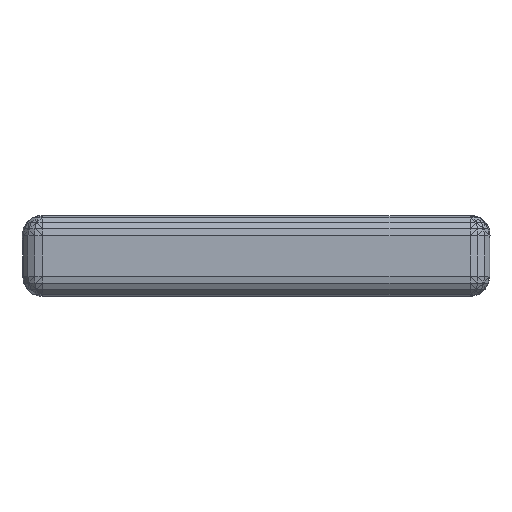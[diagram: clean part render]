
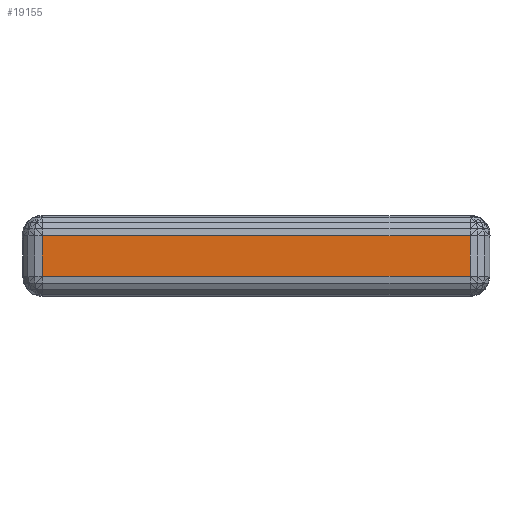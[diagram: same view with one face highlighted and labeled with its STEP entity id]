
A CAD part, front view. The second image highlights one B-rep face of the part: STEP entity #19155.
In plain terms, the highlighted planar face has unit normal (0, -1, 0).
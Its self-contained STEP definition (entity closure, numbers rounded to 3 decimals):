
#7918 = VERTEX_POINT('',#7919);
#7919 = CARTESIAN_POINT('',(-43.005,-14.115,
    1.005));
#7966 = PLANE('',#7967);
#7967 = AXIS2_PLACEMENT_3D('',#7968,#7969,#7970);
#7968 = CARTESIAN_POINT('',(-43.771,-13.963,5.));
#7969 = DIRECTION('',(-0.195,-0.981,0.)
  );
#7970 = DIRECTION('',(-0.981,0.195,0.));
#8777 = PLANE('',#8778);
#8778 = AXIS2_PLACEMENT_3D('',#8779,#8780,#8781);
#8779 = CARTESIAN_POINT('',(-1.,-13.994,0.32));
#8780 = DIRECTION('',(-0.,-0.985,-0.174));
#8781 = DIRECTION('',(0.,0.174,-0.985));
#9767 = VERTEX_POINT('',#9768);
#9768 = CARTESIAN_POINT('',(-43.005,-14.115,
    8.995));
#9787 = PLANE('',#9788);
#9788 = AXIS2_PLACEMENT_3D('',#9789,#9790,#9791);
#9789 = CARTESIAN_POINT('',(-1.,-13.994,9.68));
#9790 = DIRECTION('',(0.,-0.985,0.174));
#9791 = DIRECTION('',(0.,-0.174,-0.985));
#15704 = VERTEX_POINT('',#15705);
#15705 = CARTESIAN_POINT('',(41.005,-14.115,
    8.995));
#15745 = PLANE('',#15746);
#15746 = AXIS2_PLACEMENT_3D('',#15747,#15748,#15749);
#15747 = CARTESIAN_POINT('',(41.771,-13.963,5.));
#15748 = DIRECTION('',(0.195,-0.981,0.));
#15749 = DIRECTION('',(-0.981,-0.195,0.));
#18178 = VERTEX_POINT('',#18179);
#18179 = CARTESIAN_POINT('',(41.005,-14.115,
    1.005));
#19082 = EDGE_CURVE('',#18178,#15704,#19083,.T.);
#19083 = SURFACE_CURVE('',#19084,(#19088,#19095),.PCURVE_S1.);
#19084 = LINE('',#19085,#19086);
#19085 = CARTESIAN_POINT('',(41.005,-14.115,
    1.005));
#19086 = VECTOR('',#19087,1.);
#19087 = DIRECTION('',(0.,0.,1.));
#19088 = PCURVE('',#15745,#19089);
#19089 = DEFINITIONAL_REPRESENTATION('',(#19090),#19094);
#19090 = LINE('',#19091,#19092);
#19091 = CARTESIAN_POINT('',(0.781,3.995));
#19092 = VECTOR('',#19093,1.);
#19093 = DIRECTION('',(0.,-1.));
#19094 = ( GEOMETRIC_REPRESENTATION_CONTEXT(2) 
PARAMETRIC_REPRESENTATION_CONTEXT() REPRESENTATION_CONTEXT('2D SPACE',''
  ) );
#19095 = PCURVE('',#19096,#19101);
#19096 = PLANE('',#19097);
#19097 = AXIS2_PLACEMENT_3D('',#19098,#19099,#19100);
#19098 = CARTESIAN_POINT('',(-1.,-14.115,5.));
#19099 = DIRECTION('',(-0.,-1.,-0.));
#19100 = DIRECTION('',(0.,0.,-1.));
#19101 = DEFINITIONAL_REPRESENTATION('',(#19102),#19106);
#19102 = LINE('',#19103,#19104);
#19103 = CARTESIAN_POINT('',(3.995,42.005));
#19104 = VECTOR('',#19105,1.);
#19105 = DIRECTION('',(-1.,0.));
#19106 = ( GEOMETRIC_REPRESENTATION_CONTEXT(2) 
PARAMETRIC_REPRESENTATION_CONTEXT() REPRESENTATION_CONTEXT('2D SPACE',''
  ) );
#19113 = EDGE_CURVE('',#15704,#9767,#19114,.T.);
#19114 = SURFACE_CURVE('',#19115,(#19119,#19126),.PCURVE_S1.);
#19115 = LINE('',#19116,#19117);
#19116 = CARTESIAN_POINT('',(41.005,-14.115,
    8.995));
#19117 = VECTOR('',#19118,1.);
#19118 = DIRECTION('',(-1.,0.,0.));
#19119 = PCURVE('',#9787,#19120);
#19120 = DEFINITIONAL_REPRESENTATION('',(#19121),#19125);
#19121 = LINE('',#19122,#19123);
#19122 = CARTESIAN_POINT('',(0.695,42.005));
#19123 = VECTOR('',#19124,1.);
#19124 = DIRECTION('',(-0.,-1.));
#19125 = ( GEOMETRIC_REPRESENTATION_CONTEXT(2) 
PARAMETRIC_REPRESENTATION_CONTEXT() REPRESENTATION_CONTEXT('2D SPACE',''
  ) );
#19126 = PCURVE('',#19096,#19127);
#19127 = DEFINITIONAL_REPRESENTATION('',(#19128),#19132);
#19128 = LINE('',#19129,#19130);
#19129 = CARTESIAN_POINT('',(-3.995,42.005));
#19130 = VECTOR('',#19131,1.);
#19131 = DIRECTION('',(0.,-1.));
#19132 = ( GEOMETRIC_REPRESENTATION_CONTEXT(2) 
PARAMETRIC_REPRESENTATION_CONTEXT() REPRESENTATION_CONTEXT('2D SPACE',''
  ) );
#19155 = ADVANCED_FACE('',(#19156),#19096,.T.);
#19156 = FACE_BOUND('',#19157,.T.);
#19157 = EDGE_LOOP('',(#19158,#19179,#19200,#19201));
#19158 = ORIENTED_EDGE('',*,*,#19159,.T.);
#19159 = EDGE_CURVE('',#9767,#7918,#19160,.T.);
#19160 = SURFACE_CURVE('',#19161,(#19165,#19172),.PCURVE_S1.);
#19161 = LINE('',#19162,#19163);
#19162 = CARTESIAN_POINT('',(-43.005,-14.115,
    8.995));
#19163 = VECTOR('',#19164,1.);
#19164 = DIRECTION('',(0.,0.,-1.));
#19165 = PCURVE('',#19096,#19166);
#19166 = DEFINITIONAL_REPRESENTATION('',(#19167),#19171);
#19167 = LINE('',#19168,#19169);
#19168 = CARTESIAN_POINT('',(-3.995,-42.005));
#19169 = VECTOR('',#19170,1.);
#19170 = DIRECTION('',(1.,0.));
#19171 = ( GEOMETRIC_REPRESENTATION_CONTEXT(2) 
PARAMETRIC_REPRESENTATION_CONTEXT() REPRESENTATION_CONTEXT('2D SPACE',''
  ) );
#19172 = PCURVE('',#7966,#19173);
#19173 = DEFINITIONAL_REPRESENTATION('',(#19174),#19178);
#19174 = LINE('',#19175,#19176);
#19175 = CARTESIAN_POINT('',(-0.781,-3.995));
#19176 = VECTOR('',#19177,1.);
#19177 = DIRECTION('',(0.,1.));
#19178 = ( GEOMETRIC_REPRESENTATION_CONTEXT(2) 
PARAMETRIC_REPRESENTATION_CONTEXT() REPRESENTATION_CONTEXT('2D SPACE',''
  ) );
#19179 = ORIENTED_EDGE('',*,*,#19180,.T.);
#19180 = EDGE_CURVE('',#7918,#18178,#19181,.T.);
#19181 = SURFACE_CURVE('',#19182,(#19186,#19193),.PCURVE_S1.);
#19182 = LINE('',#19183,#19184);
#19183 = CARTESIAN_POINT('',(-43.005,-14.115,
    1.005));
#19184 = VECTOR('',#19185,1.);
#19185 = DIRECTION('',(1.,0.,0.));
#19186 = PCURVE('',#19096,#19187);
#19187 = DEFINITIONAL_REPRESENTATION('',(#19188),#19192);
#19188 = LINE('',#19189,#19190);
#19189 = CARTESIAN_POINT('',(3.995,-42.005));
#19190 = VECTOR('',#19191,1.);
#19191 = DIRECTION('',(0.,1.));
#19192 = ( GEOMETRIC_REPRESENTATION_CONTEXT(2) 
PARAMETRIC_REPRESENTATION_CONTEXT() REPRESENTATION_CONTEXT('2D SPACE',''
  ) );
#19193 = PCURVE('',#8777,#19194);
#19194 = DEFINITIONAL_REPRESENTATION('',(#19195),#19199);
#19195 = LINE('',#19196,#19197);
#19196 = CARTESIAN_POINT('',(-0.695,-42.005));
#19197 = VECTOR('',#19198,1.);
#19198 = DIRECTION('',(0.,1.));
#19199 = ( GEOMETRIC_REPRESENTATION_CONTEXT(2) 
PARAMETRIC_REPRESENTATION_CONTEXT() REPRESENTATION_CONTEXT('2D SPACE',''
  ) );
#19200 = ORIENTED_EDGE('',*,*,#19082,.T.);
#19201 = ORIENTED_EDGE('',*,*,#19113,.T.);
